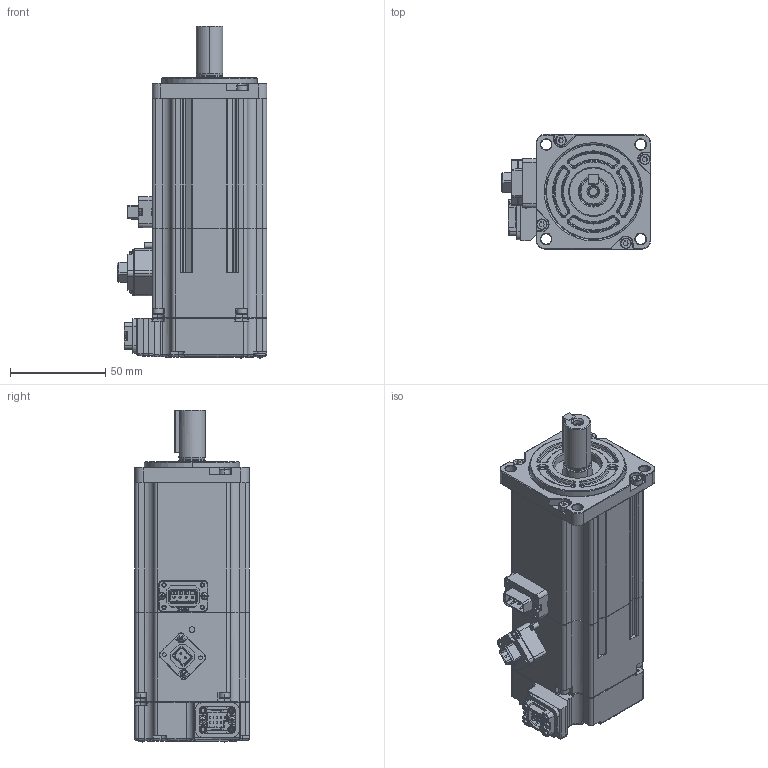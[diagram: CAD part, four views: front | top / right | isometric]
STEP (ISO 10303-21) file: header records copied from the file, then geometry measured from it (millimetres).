
FILE_DESCRIPTION (( 'STEP AP203' ), '1' );
FILE_NAME ('4611170001603.A1.STEP', '2023-08-16T07:20:27', ( 'Windows User' ), ( 'P R C' ), 'SwSTEP 2.0', 'SolidWorks 2022', '' );
FILE_SCHEMA (( 'CONFIG_CONTROL_DESIGN' ));
Products named in the file (1): 4611170001603.A1
Bounding box: 78.2 x 60 x 173.86 mm (x, y, z)
Surface area: 54087.3 mm2 (no closed solid volume)
Topology: 0 solids, 61 shells, 1147 faces, 4023 edges, 2877 vertices
Faces by surface type: plane 568, cylinder 297, bspline 116, cone 101, torus 61, sphere 4
Entity records: 46975 total; most frequent: CARTESIAN_POINT 13872, DIRECTION 6607, ORIENTED_EDGE 6352, EDGE_CURVE 4001, VERTEX_POINT 2873, VECTOR 2299, LINE 2299, AXIS2_PLACEMENT_3D 2154
